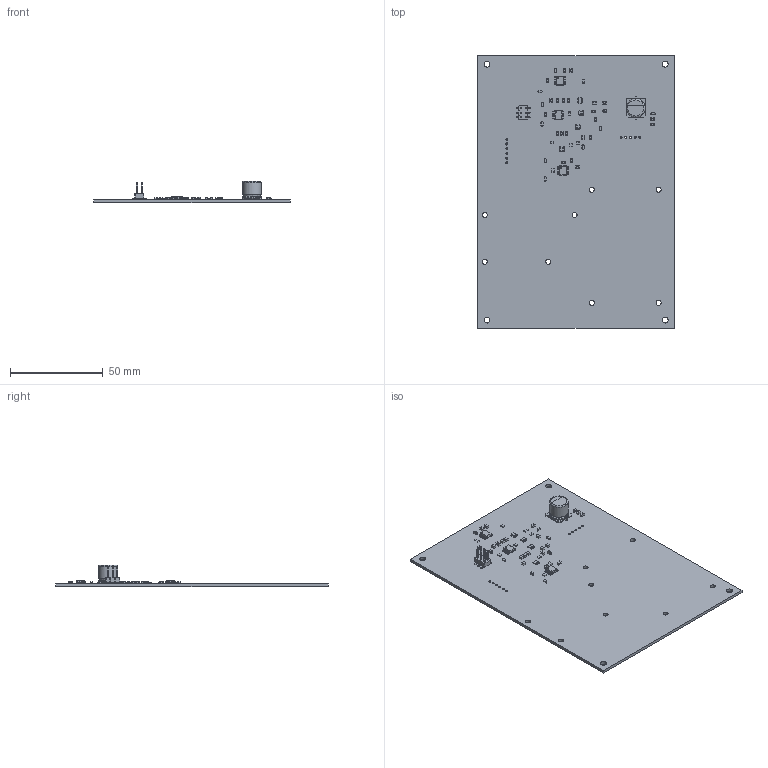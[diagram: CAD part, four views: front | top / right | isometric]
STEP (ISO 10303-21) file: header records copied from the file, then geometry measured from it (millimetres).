
FILE_DESCRIPTION(('KiCad electronic assembly'),'2;1');
FILE_NAME('UPenn_OpAmp.step','2023-05-30T13:43:06',('Pcbnew'),('Kicad'), 'Open CASCADE STEP processor 7.6','KiCad to STEP converter','Unknown' );
FILE_SCHEMA(('AUTOMOTIVE_DESIGN { 1 0 10303 214 1 1 1 1 }'));
Length unit declared in the file: millimetre
Products named in the file (16): UPenn_OpAmp 1; C_0805_2012Metric; SOLID; TSOT-23-5; R_0805_2012Metric; D_SOD-323; SOIC-8_3.9x4.9mm_P1.27mm; CP_Elec_10x10; PinHeader_2x03_P2.54mm_Vertical_SMD; PCB
Assembly tree (55 placements, depth 3):
  UPenn_OpAmp 1
    C_0805_2012Metric  x19
      SOLID
    TSOT-23-5  x4
      SOLID
    R_0805_2012Metric  x9
      SOLID
    D_SOD-323  x10
      SOLID
    SOIC-8_3.9x4.9mm_P1.27mm  x3
      SOLID
    CP_Elec_10x10
      SOLID
    PinHeader_2x03_P2.54mm_Vertical_SMD
      SOLID
    PCB
Bounding box: 105.96 x 147.13 x 11.63 mm (x, y, z)
Volume: 25579 mm3; surface area: 33632.6 mm2
Topology: 48 solids, 48 shells, 2558 faces, 6395 edges, 3997 vertices
Faces by surface type: plane 1481, cylinder 598, bspline 474, torus 4, revolution 1
Full cylindrical faces by diameter (mm): 0.6 x3, 1.1 x11, 2.7 x8, 3.2 x4, 10 x2
Entity records: 42768 total; most frequent: CARTESIAN_POINT 8096, DIRECTION 5518, LINE 3774, VECTOR 3774, ORIENTED_EDGE 3028, PCURVE 3028, DEFINITIONAL_REPRESENTATION 3028, EDGE_CURVE 1514
